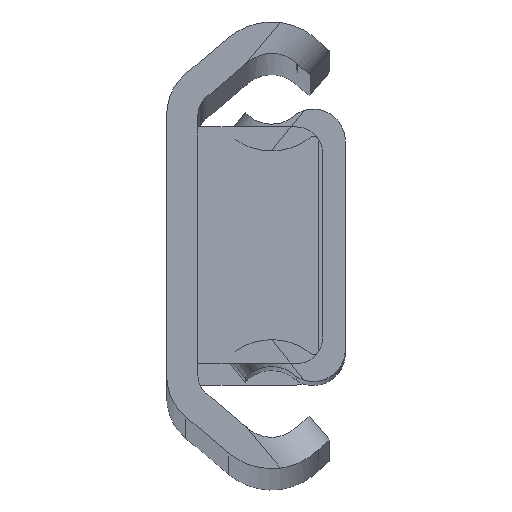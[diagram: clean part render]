
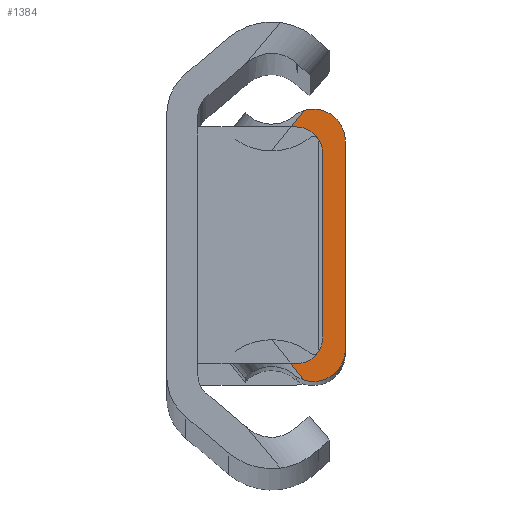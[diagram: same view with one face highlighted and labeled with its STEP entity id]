
A CAD part, top view. The second image highlights one B-rep face of the part: STEP entity #1384.
In plain terms, the highlighted planar face has unit normal (0, 0, 1).
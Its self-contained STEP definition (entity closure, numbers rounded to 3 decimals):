
#180 = DIRECTION ( 'NONE',  ( 1., 0., 0. ) ) ;
#207 = CARTESIAN_POINT ( 'NONE',  ( -1.49, 4.892, 0. ) ) ;
#319 = CIRCLE ( 'NONE', #3618, 2.788 ) ;
#408 = AXIS2_PLACEMENT_3D ( 'NONE', #4921, #4801, #1677 ) ;
#451 = DIRECTION ( 'NONE',  ( 0.628, -0.779, 0. ) ) ;
#644 = CARTESIAN_POINT ( 'NONE',  ( -1.431, 4.669, 0. ) ) ;
#645 = CARTESIAN_POINT ( 'NONE',  ( -1.838, 6.041, 0. ) ) ;
#676 = DIRECTION ( 'NONE',  ( 0., 1., 0. ) ) ;
#700 = ORIENTED_EDGE ( 'NONE', *, *, #4107, .T. ) ;
#712 = DIRECTION ( 'NONE',  ( 0., 0., -1. ) ) ;
#754 = ORIENTED_EDGE ( 'NONE', *, *, #4122, .T. ) ;
#777 = VECTOR ( 'NONE', #3109, 1000. ) ;
#853 = LINE ( 'NONE', #5344, #1064 ) ;
#1064 = VECTOR ( 'NONE', #451, 1000. ) ;
#1065 = VERTEX_POINT ( 'NONE', #645 ) ;
#1157 = AXIS2_PLACEMENT_3D ( 'NONE', #3273, #5532, #1485 ) ;
#1210 = ORIENTED_EDGE ( 'NONE', *, *, #5092, .T. ) ;
#1297 = DIRECTION ( 'NONE',  ( 1., 0., 0. ) ) ;
#1384 = ADVANCED_FACE ( 'NONE', ( #5341 ), #3018, .T. ) ;
#1385 = EDGE_CURVE ( 'NONE', #1065, #5721, #2090, .T. ) ;
#1406 = CARTESIAN_POINT ( 'NONE',  ( 0., -4.669, 0. ) ) ;
#1459 = CARTESIAN_POINT ( 'NONE',  ( -1.431, 4.669, 0. ) ) ;
#1485 = DIRECTION ( 'NONE',  ( 1., 0., 0. ) ) ;
#1505 = VERTEX_POINT ( 'NONE', #5512 ) ;
#1523 = VERTEX_POINT ( 'NONE', #2351 ) ;
#1535 = CARTESIAN_POINT ( 'NONE',  ( -1.2, 4.669, 0. ) ) ;
#1677 = DIRECTION ( 'NONE',  ( 1., 0., 0. ) ) ;
#1680 = ORIENTED_EDGE ( 'NONE', *, *, #2286, .T. ) ;
#1738 = LINE ( 'NONE', #3486, #4091 ) ;
#1818 = CIRCLE ( 'NONE', #5306, 1.431 ) ;
#2000 = CIRCLE ( 'NONE', #3054, 0.231 ) ;
#2011 = AXIS2_PLACEMENT_3D ( 'NONE', #5155, #712, #3398 ) ;
#2036 = CARTESIAN_POINT ( 'NONE',  ( 0., 0., 0. ) ) ;
#2065 = CARTESIAN_POINT ( 'NONE',  ( -3.302, -4.225, 0. ) ) ;
#2085 = VERTEX_POINT ( 'NONE', #2686 ) ;
#2090 = LINE ( 'NONE', #5760, #777 ) ;
#2286 = EDGE_CURVE ( 'NONE', #4964, #3379, #2000, .T. ) ;
#2300 = CARTESIAN_POINT ( 'NONE',  ( -3.3, -7.012, 0. ) ) ;
#2351 = CARTESIAN_POINT ( 'NONE',  ( -1.2, -4.669, 0. ) ) ;
#2624 = EDGE_CURVE ( 'NONE', #5721, #4964, #3238, .T. ) ;
#2686 = CARTESIAN_POINT ( 'NONE',  ( 0., 4.669, 0. ) ) ;
#2778 = AXIS2_PLACEMENT_3D ( 'NONE', #3605, #3171, #1297 ) ;
#2825 = EDGE_LOOP ( 'NONE', ( #1210, #3503, #4101, #1680, #3270, #3186, #4174, #754, #5245, #700 ) ) ;
#2988 = DIRECTION ( 'NONE',  ( 0., -1., 0. ) ) ;
#3018 = PLANE ( 'NONE',  #408 ) ;
#3054 = AXIS2_PLACEMENT_3D ( 'NONE', #1459, #5114, #4182 ) ;
#3109 = DIRECTION ( 'NONE',  ( -0.628, -0.779, 0. ) ) ;
#3171 = DIRECTION ( 'NONE',  ( 0., 0., 1. ) ) ;
#3186 = ORIENTED_EDGE ( 'NONE', *, *, #4031, .T. ) ;
#3238 = CIRCLE ( 'NONE', #1157, 2.787 ) ;
#3270 = ORIENTED_EDGE ( 'NONE', *, *, #5163, .T. ) ;
#3273 = CARTESIAN_POINT ( 'NONE',  ( -3.3, 7.012, 0. ) ) ;
#3369 = VERTEX_POINT ( 'NONE', #5231 ) ;
#3379 = VERTEX_POINT ( 'NONE', #1535 ) ;
#3398 = DIRECTION ( 'NONE',  ( 1., 0., 0. ) ) ;
#3486 = CARTESIAN_POINT ( 'NONE',  ( -1.2, 0., 0. ) ) ;
#3503 = ORIENTED_EDGE ( 'NONE', *, *, #1385, .T. ) ;
#3605 = CARTESIAN_POINT ( 'NONE',  ( -1.431, -4.669, 0. ) ) ;
#3618 = AXIS2_PLACEMENT_3D ( 'NONE', #2300, #5042, #4048 ) ;
#4020 = VERTEX_POINT ( 'NONE', #2065 ) ;
#4031 = EDGE_CURVE ( 'NONE', #1523, #1505, #5317, .T. ) ;
#4048 = DIRECTION ( 'NONE',  ( 1., 0., 0. ) ) ;
#4091 = VECTOR ( 'NONE', #2988, 1000. ) ;
#4101 = ORIENTED_EDGE ( 'NONE', *, *, #2624, .T. ) ;
#4107 = EDGE_CURVE ( 'NONE', #4420, #2085, #5253, .T. ) ;
#4122 = EDGE_CURVE ( 'NONE', #4020, #3369, #853, .T. ) ;
#4163 = EDGE_CURVE ( 'NONE', #3369, #4420, #5794, .T. ) ;
#4174 = ORIENTED_EDGE ( 'NONE', *, *, #5277, .T. ) ;
#4182 = DIRECTION ( 'NONE',  ( 1., 0., 0. ) ) ;
#4248 = DIRECTION ( 'NONE',  ( 0., 0., 1. ) ) ;
#4420 = VERTEX_POINT ( 'NONE', #1406 ) ;
#4801 = DIRECTION ( 'NONE',  ( 0., 0., 1. ) ) ;
#4921 = CARTESIAN_POINT ( 'NONE',  ( -1.431, -4.669, 0. ) ) ;
#4964 = VERTEX_POINT ( 'NONE', #207 ) ;
#5042 = DIRECTION ( 'NONE',  ( 0., 0., 1. ) ) ;
#5092 = EDGE_CURVE ( 'NONE', #2085, #1065, #1818, .T. ) ;
#5114 = DIRECTION ( 'NONE',  ( 0., 0., -1. ) ) ;
#5155 = CARTESIAN_POINT ( 'NONE',  ( -1.431, -4.669, 0. ) ) ;
#5163 = EDGE_CURVE ( 'NONE', #3379, #1523, #1738, .T. ) ;
#5231 = CARTESIAN_POINT ( 'NONE',  ( -1.838, -6.041, 0. ) ) ;
#5245 = ORIENTED_EDGE ( 'NONE', *, *, #4163, .T. ) ;
#5253 = LINE ( 'NONE', #2036, #5696 ) ;
#5277 = EDGE_CURVE ( 'NONE', #1505, #4020, #319, .T. ) ;
#5306 = AXIS2_PLACEMENT_3D ( 'NONE', #644, #4248, #180 ) ;
#5317 = CIRCLE ( 'NONE', #2011, 0.231 ) ;
#5341 = FACE_OUTER_BOUND ( 'NONE', #2825, .T. ) ;
#5344 = CARTESIAN_POINT ( 'NONE',  ( -2.348, -5.408, 0. ) ) ;
#5512 = CARTESIAN_POINT ( 'NONE',  ( -1.49, -4.892, 0. ) ) ;
#5532 = DIRECTION ( 'NONE',  ( 0., 0., 1. ) ) ;
#5658 = CARTESIAN_POINT ( 'NONE',  ( -3.302, 4.225, 0. ) ) ;
#5696 = VECTOR ( 'NONE', #676, 1000. ) ;
#5721 = VERTEX_POINT ( 'NONE', #5658 ) ;
#5760 = CARTESIAN_POINT ( 'NONE',  ( -6.911, -0.251, 0. ) ) ;
#5794 = CIRCLE ( 'NONE', #2778, 1.431 ) ;
